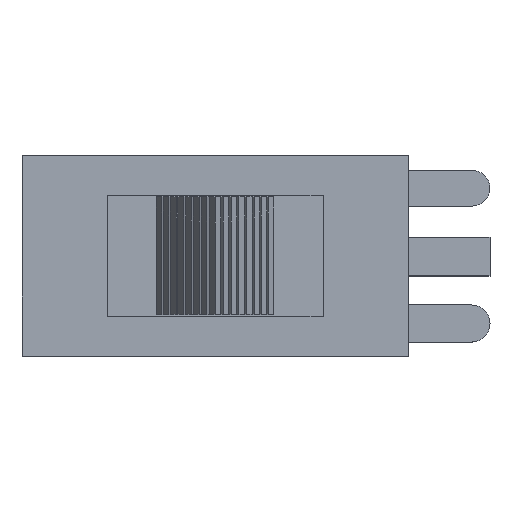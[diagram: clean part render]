
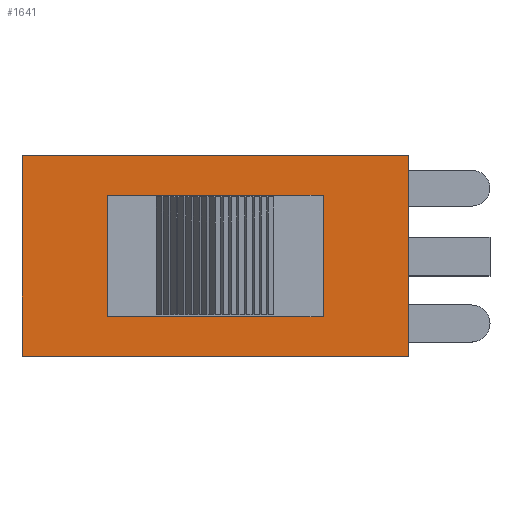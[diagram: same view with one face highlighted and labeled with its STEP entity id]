
A CAD part, top view. The second image highlights one B-rep face of the part: STEP entity #1641.
In plain terms, the highlighted planar face has unit normal (0, 0, 1).
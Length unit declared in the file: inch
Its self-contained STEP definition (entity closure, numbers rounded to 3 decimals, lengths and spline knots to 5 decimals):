
#1568=CARTESIAN_POINT('',(0.275,0.14291,0.26417));
#1569=DIRECTION('',(0.0,0.0,1.0));
#1570=DIRECTION('',(1.0,0.0,0.0));
#1571=AXIS2_PLACEMENT_3D('',#1568,#1569,#1570);
#1572=PLANE('',#1571);
#1573=CARTESIAN_POINT('',(0.25,0.12992,0.26417));
#1574=VERTEX_POINT('',#1573);
#1575=CARTESIAN_POINT('',(0.25,-0.12992,0.26417));
#1576=VERTEX_POINT('',#1575);
#1577=CARTESIAN_POINT('',(0.25,0.12992,0.26417));
#1578=DIRECTION('',(0.0,-1.0,0.0));
#1579=VECTOR('',#1578,0.25984);
#1580=LINE('',#1577,#1579);
#1581=EDGE_CURVE('',#1574,#1576,#1580,.T.);
#1582=ORIENTED_EDGE('',*,*,#1581,.F.);
#1583=CARTESIAN_POINT('',(-0.25,0.12992,0.26417));
#1584=VERTEX_POINT('',#1583);
#1585=CARTESIAN_POINT('',(-0.25,0.12992,0.26417));
#1586=DIRECTION('',(1.0,0.0,0.0));
#1587=VECTOR('',#1586,0.5);
#1588=LINE('',#1585,#1587);
#1589=EDGE_CURVE('',#1584,#1574,#1588,.T.);
#1590=ORIENTED_EDGE('',*,*,#1589,.F.);
#1591=CARTESIAN_POINT('',(-0.25,-0.12992,0.26417));
#1592=VERTEX_POINT('',#1591);
#1593=CARTESIAN_POINT('',(-0.25,-0.12992,0.26417));
#1594=DIRECTION('',(0.0,1.0,0.0));
#1595=VECTOR('',#1594,0.25984);
#1596=LINE('',#1593,#1595);
#1597=EDGE_CURVE('',#1592,#1584,#1596,.T.);
#1598=ORIENTED_EDGE('',*,*,#1597,.F.);
#1599=CARTESIAN_POINT('',(0.25,-0.12992,0.26417));
#1600=DIRECTION('',(-1.0,0.0,0.0));
#1601=VECTOR('',#1600,0.5);
#1602=LINE('',#1599,#1601);
#1603=EDGE_CURVE('',#1576,#1592,#1602,.T.);
#1604=ORIENTED_EDGE('',*,*,#1603,.F.);
#1605=EDGE_LOOP('',(#1582,#1590,#1598,#1604));
#1606=FACE_OUTER_BOUND('',#1605,.T.);
#1607=CARTESIAN_POINT('',(-0.13976,-0.07874,0.26417));
#1608=VERTEX_POINT('',#1607);
#1609=CARTESIAN_POINT('',(-0.13976,0.07874,0.26417));
#1610=VERTEX_POINT('',#1609);
#1611=CARTESIAN_POINT('',(-0.13976,-0.07874,0.26417));
#1612=DIRECTION('',(0.0,1.0,0.0));
#1613=VECTOR('',#1612,0.15748);
#1614=LINE('',#1611,#1613);
#1615=EDGE_CURVE('',#1608,#1610,#1614,.T.);
#1616=ORIENTED_EDGE('',*,*,#1615,.T.);
#1617=CARTESIAN_POINT('',(0.13976,0.07874,0.26417));
#1618=VERTEX_POINT('',#1617);
#1619=CARTESIAN_POINT('',(-0.13976,0.07874,0.26417));
#1620=DIRECTION('',(1.0,0.0,0.0));
#1621=VECTOR('',#1620,0.27953);
#1622=LINE('',#1619,#1621);
#1623=EDGE_CURVE('',#1610,#1618,#1622,.T.);
#1624=ORIENTED_EDGE('',*,*,#1623,.T.);
#1625=CARTESIAN_POINT('',(0.13976,-0.07874,0.26417));
#1626=VERTEX_POINT('',#1625);
#1627=CARTESIAN_POINT('',(0.13976,0.07874,0.26417));
#1628=DIRECTION('',(0.0,-1.0,0.0));
#1629=VECTOR('',#1628,0.15748);
#1630=LINE('',#1627,#1629);
#1631=EDGE_CURVE('',#1618,#1626,#1630,.T.);
#1632=ORIENTED_EDGE('',*,*,#1631,.T.);
#1633=CARTESIAN_POINT('',(0.13976,-0.07874,0.26417));
#1634=DIRECTION('',(-1.0,0.0,0.0));
#1635=VECTOR('',#1634,0.27953);
#1636=LINE('',#1633,#1635);
#1637=EDGE_CURVE('',#1626,#1608,#1636,.T.);
#1638=ORIENTED_EDGE('',*,*,#1637,.T.);
#1639=EDGE_LOOP('',(#1616,#1624,#1632,#1638));
#1640=FACE_BOUND('',#1639,.T.);
#1641=ADVANCED_FACE('',(#1606,#1640),#1572,.T.);
